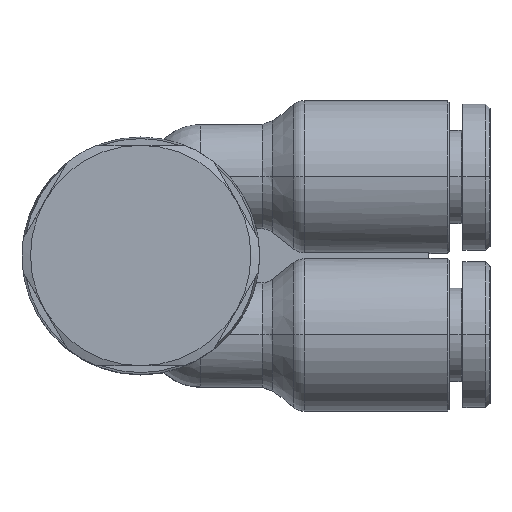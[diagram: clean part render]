
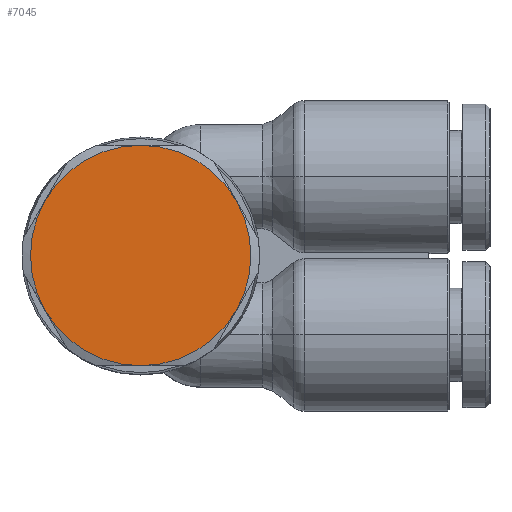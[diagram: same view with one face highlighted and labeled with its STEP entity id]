
A CAD part, top view. The second image highlights one B-rep face of the part: STEP entity #7045.
In plain terms, the highlighted planar face has unit normal (0, 0, 1).
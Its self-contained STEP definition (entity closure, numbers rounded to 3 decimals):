
#6422=CARTESIAN_POINT('',(-2.,11.15,9.75));
#6423=VERTEX_POINT('',#6422);
#6446=CARTESIAN_POINT('',(-7.629,7.9,9.75));
#6447=VERTEX_POINT('',#6446);
#6461=CARTESIAN_POINT('',(-2.,4.65,9.75));
#6462=DIRECTION('',(0.0,0.0,1.0));
#6463=DIRECTION('',(0.0,-1.0,0.0));
#6464=AXIS2_PLACEMENT_3D('',#6461,#6462,#6463);
#6465=CIRCLE('',#6464,6.5);
#6466=EDGE_CURVE('',#6423,#6447,#6465,.T.);
#6476=CARTESIAN_POINT('',(-7.629,1.4,9.75));
#6477=VERTEX_POINT('',#6476);
#6493=CARTESIAN_POINT('',(-2.,4.65,9.75));
#6494=DIRECTION('',(0.0,0.0,1.0));
#6495=DIRECTION('',(0.0,-1.0,0.0));
#6496=AXIS2_PLACEMENT_3D('',#6493,#6494,#6495);
#6497=CIRCLE('',#6496,6.5);
#6498=EDGE_CURVE('',#6447,#6477,#6497,.T.);
#6532=CARTESIAN_POINT('',(3.629,7.9,9.75));
#6533=VERTEX_POINT('',#6532);
#6569=CARTESIAN_POINT('',(-2.,4.65,9.75));
#6570=DIRECTION('',(0.0,0.0,1.0));
#6571=DIRECTION('',(0.0,-1.0,0.0));
#6572=AXIS2_PLACEMENT_3D('',#6569,#6570,#6571);
#6573=CIRCLE('',#6572,6.5);
#6574=EDGE_CURVE('',#6533,#6423,#6573,.T.);
#6586=CARTESIAN_POINT('',(3.629,1.4,9.75));
#6587=VERTEX_POINT('',#6586);
#6623=CARTESIAN_POINT('',(-2.,4.65,9.75));
#6624=DIRECTION('',(0.0,0.0,1.0));
#6625=DIRECTION('',(0.0,-1.0,0.0));
#6626=AXIS2_PLACEMENT_3D('',#6623,#6624,#6625);
#6627=CIRCLE('',#6626,6.5);
#6628=EDGE_CURVE('',#6587,#6533,#6627,.T.);
#6638=CARTESIAN_POINT('',(-2.,-1.85,9.75));
#6639=VERTEX_POINT('',#6638);
#6655=CARTESIAN_POINT('',(-2.,4.65,9.75));
#6656=DIRECTION('',(0.0,0.0,1.0));
#6657=DIRECTION('',(0.0,-1.0,0.0));
#6658=AXIS2_PLACEMENT_3D('',#6655,#6656,#6657);
#6659=CIRCLE('',#6658,6.5);
#6660=EDGE_CURVE('',#6477,#6639,#6659,.T.);
#6729=CARTESIAN_POINT('',(-2.,4.65,9.75));
#6730=DIRECTION('',(0.0,0.0,1.0));
#6731=DIRECTION('',(0.0,-1.0,0.0));
#6732=AXIS2_PLACEMENT_3D('',#6729,#6730,#6731);
#6733=CIRCLE('',#6732,6.5);
#6734=EDGE_CURVE('',#6639,#6587,#6733,.T.);
#7032=CARTESIAN_POINT('',(-2.,4.65,9.75));
#7033=DIRECTION('',(0.0,0.0,-1.0));
#7034=DIRECTION('',(0.0,1.0,0.0));
#7035=AXIS2_PLACEMENT_3D('',#7032,#7033,#7034);
#7036=PLANE('',#7035);
#7037=ORIENTED_EDGE('',*,*,#6498,.T.);
#7038=ORIENTED_EDGE('',*,*,#6660,.T.);
#7039=ORIENTED_EDGE('',*,*,#6734,.T.);
#7040=ORIENTED_EDGE('',*,*,#6628,.T.);
#7041=ORIENTED_EDGE('',*,*,#6574,.T.);
#7042=ORIENTED_EDGE('',*,*,#6466,.T.);
#7043=EDGE_LOOP('',(#7037,#7038,#7039,#7040,#7041,#7042));
#7044=FACE_OUTER_BOUND('',#7043,.T.);
#7045=ADVANCED_FACE('',(#7044),#7036,.F.);
